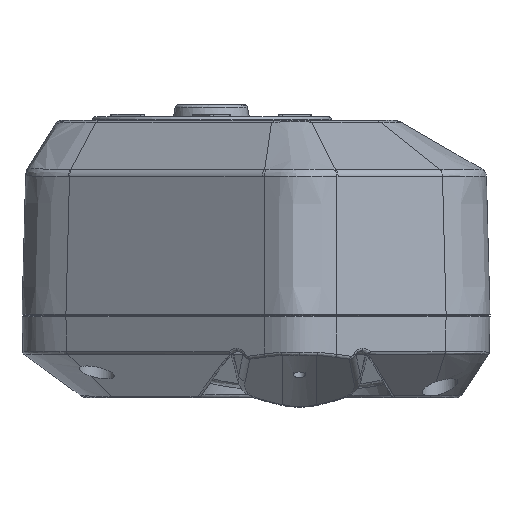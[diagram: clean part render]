
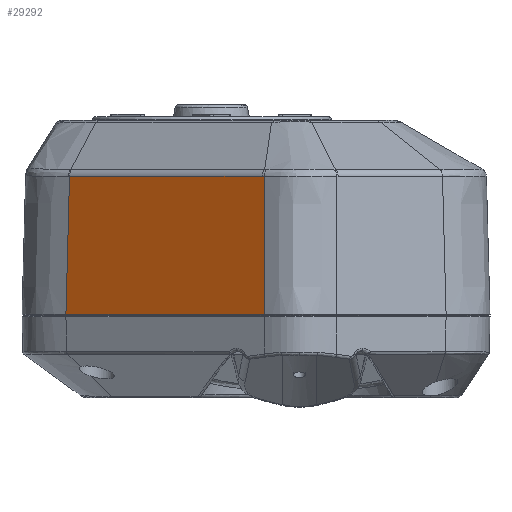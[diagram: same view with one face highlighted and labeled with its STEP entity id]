
A CAD part, front view. The second image highlights one B-rep face of the part: STEP entity #29292.
In plain terms, the highlighted free-form (B-spline) face has degree [5, 1] with [6, 2] control points.
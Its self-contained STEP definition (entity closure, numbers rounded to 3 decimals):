
#28013=CARTESIAN_POINT('Vertex',(-29.611,-10.765,-14.2)) ;
#28080=CARTESIAN_POINT('Vertex',(-12.949,-22.432,-14.2)) ;
#28121=CARTESIAN_POINT('Line Origine',(-13.703,-21.904,-14.2)) ;
#29125=CARTESIAN_POINT('Control Point',(-29.611,-10.765,-14.2)) ;
#29126=CARTESIAN_POINT('Control Point',(-29.55,-10.734,-11.881)) ;
#29127=CARTESIAN_POINT('Control Point',(-29.489,-10.702,-9.563)) ;
#29128=CARTESIAN_POINT('Control Point',(-29.429,-10.67,-7.244)) ;
#29129=CARTESIAN_POINT('Control Point',(-29.368,-10.639,-4.926)) ;
#29130=CARTESIAN_POINT('Control Point',(-29.307,-10.607,-2.607)) ;
#29131=CARTESIAN_POINT('Vertex',(-29.307,-10.607,-2.607)) ;
#29242=CARTESIAN_POINT('Vertex',(-12.949,-22.061,-2.607)) ;
#29246=CARTESIAN_POINT('Control Point',(-12.949,-22.432,-14.2)) ;
#29247=CARTESIAN_POINT('Control Point',(-12.949,-22.357,-11.881)) ;
#29248=CARTESIAN_POINT('Control Point',(-12.949,-22.283,-9.563)) ;
#29249=CARTESIAN_POINT('Control Point',(-12.949,-22.209,-7.244)) ;
#29250=CARTESIAN_POINT('Control Point',(-12.949,-22.135,-4.926)) ;
#29251=CARTESIAN_POINT('Control Point',(-12.949,-22.061,-2.607)) ;
#29261=CARTESIAN_POINT('Control Point',(-38.479,-4.939,-26.2)) ;
#29262=CARTESIAN_POINT('Control Point',(-37.979,-4.225,7.1)) ;
#29263=CARTESIAN_POINT('Control Point',(-31.391,-9.903,-26.2)) ;
#29264=CARTESIAN_POINT('Control Point',(-30.89,-9.188,7.1)) ;
#29265=CARTESIAN_POINT('Control Point',(-24.302,-14.866,-26.2)) ;
#29266=CARTESIAN_POINT('Control Point',(-23.802,-14.151,7.1)) ;
#29267=CARTESIAN_POINT('Control Point',(-17.214,-19.829,-26.2)) ;
#29268=CARTESIAN_POINT('Control Point',(-16.714,-19.115,7.1)) ;
#29269=CARTESIAN_POINT('Control Point',(-10.126,-24.792,-26.2)) ;
#29270=CARTESIAN_POINT('Control Point',(-9.626,-24.078,7.1)) ;
#29271=CARTESIAN_POINT('Control Point',(-3.038,-29.755,-26.2)) ;
#29272=CARTESIAN_POINT('Control Point',(-2.538,-29.041,7.1)) ;
#29274=CARTESIAN_POINT('Control Point',(-12.949,-22.061,-2.607)) ;
#29275=CARTESIAN_POINT('Control Point',(-13.014,-22.016,-2.607)) ;
#29276=CARTESIAN_POINT('Control Point',(-13.076,-21.972,-2.607)) ;
#29277=CARTESIAN_POINT('Control Point',(-13.137,-21.93,-2.607)) ;
#29278=CARTESIAN_POINT('Vertex',(-13.137,-21.93,-2.607)) ;
#29282=CARTESIAN_POINT('Control Point',(-29.307,-10.607,-2.607)) ;
#29283=CARTESIAN_POINT('Control Point',(-13.137,-21.93,-2.607)) ;
#28122=DIRECTION('Vector Direction',(0.819,-0.574,0.)) ;
#28123=VECTOR('Line Direction',#28122,1.) ;
#29286=ORIENTED_EDGE('',*,*,#29252,.T.) ;
#29287=ORIENTED_EDGE('',*,*,#29280,.T.) ;
#29288=ORIENTED_EDGE('',*,*,#29284,.T.) ;
#29289=ORIENTED_EDGE('',*,*,#29133,.F.) ;
#29290=ORIENTED_EDGE('',*,*,#28125,.T.) ;
#29292=ADVANCED_FACE('Dummy',(#29291),#29260,.T.) ;
#29124=B_SPLINE_CURVE_WITH_KNOTS('',5,(#29125,#29126,#29127,#29128,#29129,#29130),.UNSPECIFIED.,.F.,.U.,(6,6),(-4.624,6.981),.UNSPECIFIED.) ;
#29245=B_SPLINE_CURVE_WITH_KNOTS('',5,(#29246,#29247,#29248,#29249,#29250,#29251),.UNSPECIFIED.,.F.,.U.,(6,6),(12.014,23.621),.UNSPECIFIED.) ;
#29273=B_SPLINE_CURVE_WITH_KNOTS('',3,(#29274,#29275,#29276,#29277),.UNSPECIFIED.,.F.,.U.,(4,4),(6.712,6.972),.UNSPECIFIED.) ;
#29281=B_SPLINE_CURVE_WITH_KNOTS('',1,(#29282,#29283),.UNSPECIFIED.,.F.,.U.,(2,2),(-8.478,11.262),.UNSPECIFIED.) ;
#29260=B_SPLINE_SURFACE_WITH_KNOTS('',5,1,((#29261,#29262),(#29263,#29264),(#29265,#29266),(#29267,#29268),(#29269,#29270),(#29271,#29272)),.UNSPECIFIED.,.F.,.F.,.U.,(6,6),(2,2),(0.,43.265),(0.,33.311),.UNSPECIFIED.) ;
#28125=EDGE_CURVE('',#28014,#28081,#28124,.T.) ;
#29133=EDGE_CURVE('',#28014,#29132,#29124,.T.) ;
#29252=EDGE_CURVE('',#28081,#29243,#29245,.T.) ;
#29280=EDGE_CURVE('',#29243,#29279,#29273,.T.) ;
#29284=EDGE_CURVE('',#29279,#29132,#29281,.F.) ;
#29285=EDGE_LOOP('',(#29286,#29287,#29288,#29289,#29290)) ;
#29291=FACE_OUTER_BOUND('',#29285,.T.) ;
#28124=LINE('Line',#28121,#28123) ;
#28014=VERTEX_POINT('',#28013) ;
#28081=VERTEX_POINT('',#28080) ;
#29132=VERTEX_POINT('',#29131) ;
#29243=VERTEX_POINT('',#29242) ;
#29279=VERTEX_POINT('',#29278) ;
